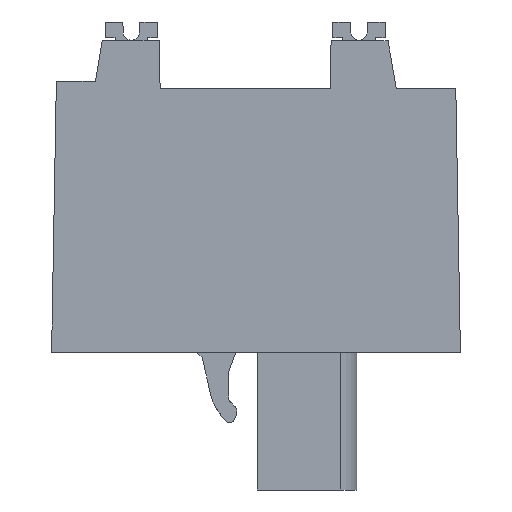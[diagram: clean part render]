
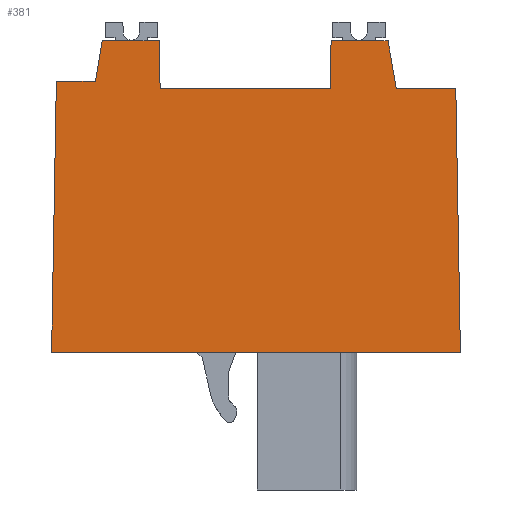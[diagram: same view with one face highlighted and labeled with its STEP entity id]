
A CAD part, left-side view. The second image highlights one B-rep face of the part: STEP entity #381.
In plain terms, the highlighted planar face has unit normal (-1, 0, 0).
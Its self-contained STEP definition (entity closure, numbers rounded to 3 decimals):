
#297=AXIS2_PLACEMENT_3D('Plane Axis2P3D',#294,#295,#296) ;
#40=CARTESIAN_POINT('Vertex',(0.,21.679,27.192)) ;
#45=CARTESIAN_POINT('Line Origine',(0.,19.954,27.192)) ;
#49=CARTESIAN_POINT('Vertex',(0.,18.23,27.192)) ;
#229=CARTESIAN_POINT('Vertex',(0.,22.101,24.742)) ;
#232=CARTESIAN_POINT('Line Origine',(0.,21.89,25.967)) ;
#294=CARTESIAN_POINT('Axis2P3D Location',(0.,0.,0.)) ;
#299=CARTESIAN_POINT('Line Origine',(0.,18.204,25.742)) ;
#303=CARTESIAN_POINT('Vertex',(0.,18.179,24.292)) ;
#306=CARTESIAN_POINT('Line Origine',(0.,23.281,24.742)) ;
#310=CARTESIAN_POINT('Vertex',(0.,24.461,24.742)) ;
#313=CARTESIAN_POINT('Line Origine',(0.,24.604,16.546)) ;
#317=CARTESIAN_POINT('Vertex',(0.,24.747,8.35)) ;
#320=CARTESIAN_POINT('Line Origine',(0.,12.373,8.35)) ;
#324=CARTESIAN_POINT('Vertex',(0.,0.,8.35)) ;
#327=CARTESIAN_POINT('Line Origine',(0.,0.139,16.321)) ;
#331=CARTESIAN_POINT('Vertex',(0.,0.278,24.292)) ;
#334=CARTESIAN_POINT('Line Origine',(0.,2.079,24.292)) ;
#338=CARTESIAN_POINT('Vertex',(0.,3.879,24.292)) ;
#341=CARTESIAN_POINT('Line Origine',(0.,4.129,25.742)) ;
#345=CARTESIAN_POINT('Vertex',(0.,4.379,27.192)) ;
#348=CARTESIAN_POINT('Line Origine',(0.,6.104,27.192)) ;
#352=CARTESIAN_POINT('Vertex',(0.,7.828,27.192)) ;
#355=CARTESIAN_POINT('Line Origine',(0.,7.854,25.742)) ;
#359=CARTESIAN_POINT('Vertex',(0.,7.879,24.292)) ;
#362=CARTESIAN_POINT('Line Origine',(0.,13.029,24.292)) ;
#46=DIRECTION('Vector Direction',(0.,-1.,0.)) ;
#233=DIRECTION('Vector Direction',(0.,-0.17,0.985)) ;
#295=DIRECTION('Axis2P3D Direction',(-1.,0.,0.)) ;
#296=DIRECTION('Axis2P3D XDirection',(0.,0.,1.)) ;
#300=DIRECTION('Vector Direction',(0.,-0.017,-1.)) ;
#307=DIRECTION('Vector Direction',(0.,-1.,0.)) ;
#314=DIRECTION('Vector Direction',(0.,0.017,-1.)) ;
#321=DIRECTION('Vector Direction',(0.,-1.,0.)) ;
#328=DIRECTION('Vector Direction',(0.,0.017,1.)) ;
#335=DIRECTION('Vector Direction',(0.,-1.,0.)) ;
#342=DIRECTION('Vector Direction',(0.,-0.17,-0.985)) ;
#349=DIRECTION('Vector Direction',(0.,-1.,0.)) ;
#356=DIRECTION('Vector Direction',(0.,-0.017,1.)) ;
#363=DIRECTION('Vector Direction',(0.,-1.,0.)) ;
#47=VECTOR('Line Direction',#46,1.) ;
#234=VECTOR('Line Direction',#233,1.) ;
#301=VECTOR('Line Direction',#300,1.) ;
#308=VECTOR('Line Direction',#307,1.) ;
#315=VECTOR('Line Direction',#314,1.) ;
#322=VECTOR('Line Direction',#321,1.) ;
#329=VECTOR('Line Direction',#328,1.) ;
#336=VECTOR('Line Direction',#335,1.) ;
#343=VECTOR('Line Direction',#342,1.) ;
#350=VECTOR('Line Direction',#349,1.) ;
#357=VECTOR('Line Direction',#356,1.) ;
#364=VECTOR('Line Direction',#363,1.) ;
#368=ORIENTED_EDGE('',*,*,#305,.T.) ;
#369=ORIENTED_EDGE('',*,*,#51,.T.) ;
#370=ORIENTED_EDGE('',*,*,#236,.T.) ;
#371=ORIENTED_EDGE('',*,*,#312,.T.) ;
#372=ORIENTED_EDGE('',*,*,#319,.T.) ;
#373=ORIENTED_EDGE('',*,*,#326,.T.) ;
#374=ORIENTED_EDGE('',*,*,#333,.T.) ;
#375=ORIENTED_EDGE('',*,*,#340,.T.) ;
#376=ORIENTED_EDGE('',*,*,#347,.T.) ;
#377=ORIENTED_EDGE('',*,*,#354,.T.) ;
#378=ORIENTED_EDGE('',*,*,#361,.T.) ;
#379=ORIENTED_EDGE('',*,*,#366,.T.) ;
#381=ADVANCED_FACE('HOUSING',(#380),#298,.T.) ;
#51=EDGE_CURVE('',#50,#41,#48,.F.) ;
#236=EDGE_CURVE('',#41,#230,#235,.F.) ;
#305=EDGE_CURVE('',#304,#50,#302,.F.) ;
#312=EDGE_CURVE('',#230,#311,#309,.F.) ;
#319=EDGE_CURVE('',#311,#318,#316,.T.) ;
#326=EDGE_CURVE('',#318,#325,#323,.T.) ;
#333=EDGE_CURVE('',#325,#332,#330,.T.) ;
#340=EDGE_CURVE('',#332,#339,#337,.F.) ;
#347=EDGE_CURVE('',#339,#346,#344,.F.) ;
#354=EDGE_CURVE('',#346,#353,#351,.F.) ;
#361=EDGE_CURVE('',#353,#360,#358,.F.) ;
#366=EDGE_CURVE('',#360,#304,#365,.F.) ;
#367=EDGE_LOOP('',(#368,#369,#370,#371,#372,#373,#374,#375,#376,#377,#378,#379)) ;
#380=FACE_OUTER_BOUND('',#367,.T.) ;
#48=LINE('Line',#45,#47) ;
#235=LINE('Line',#232,#234) ;
#302=LINE('Line',#299,#301) ;
#309=LINE('Line',#306,#308) ;
#316=LINE('Line',#313,#315) ;
#323=LINE('Line',#320,#322) ;
#330=LINE('Line',#327,#329) ;
#337=LINE('Line',#334,#336) ;
#344=LINE('Line',#341,#343) ;
#351=LINE('Line',#348,#350) ;
#358=LINE('Line',#355,#357) ;
#365=LINE('Line',#362,#364) ;
#298=PLANE('',#297) ;
#41=VERTEX_POINT('',#40) ;
#50=VERTEX_POINT('',#49) ;
#230=VERTEX_POINT('',#229) ;
#304=VERTEX_POINT('',#303) ;
#311=VERTEX_POINT('',#310) ;
#318=VERTEX_POINT('',#317) ;
#325=VERTEX_POINT('',#324) ;
#332=VERTEX_POINT('',#331) ;
#339=VERTEX_POINT('',#338) ;
#346=VERTEX_POINT('',#345) ;
#353=VERTEX_POINT('',#352) ;
#360=VERTEX_POINT('',#359) ;
